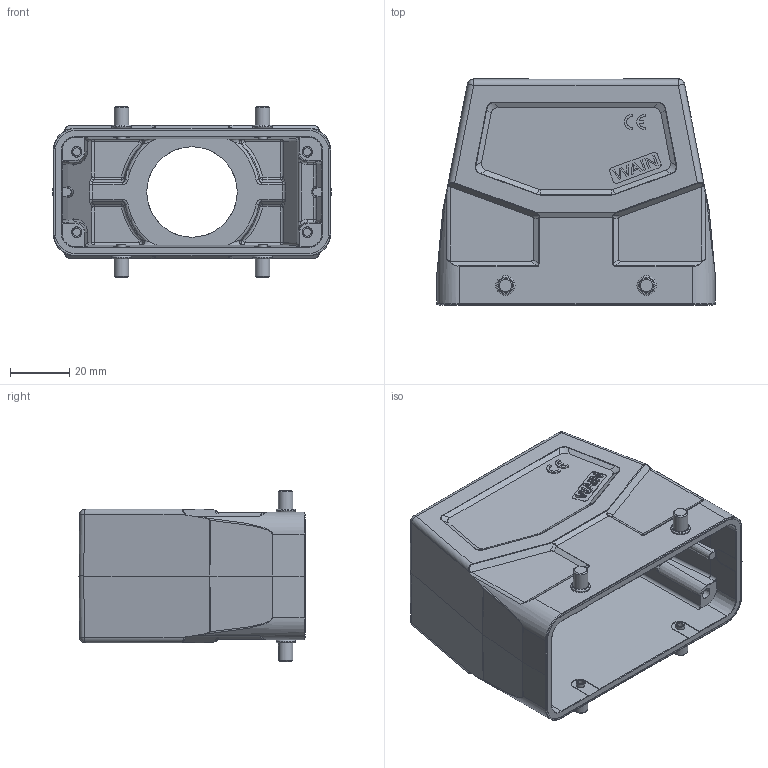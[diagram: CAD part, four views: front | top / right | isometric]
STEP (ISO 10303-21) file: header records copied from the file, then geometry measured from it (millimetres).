
FILE_DESCRIPTION(/* description */ (''),/* implementation_level */ '2;1');
FILE_NAME(/* name */ '_asm3_stp.stp',/* time_stamp */ '2023-11-16T14:49:02+08:00',/* author */ (''),/* organization */ (''),/* preprocessor_version */ 'ST-DEVELOPER v18.1',/* originating_system */ 'SIEMENS PLM Software NX 1980',/* authorisation */ '');
FILE_SCHEMA (('AP203_CONFIGURATION_CONTROLLED_3D_DESIGN_OF_MECHANICAL_PARTS_AND_ASSEMBLIES_MIM_LF { 1 0 10303 403 2 1 2}'));
Length unit declared in the file: millimetre
Products named in the file (1): ylga3678D9CE78ih
Bounding box: 93.5 x 76 x 57.6 mm (x, y, z)
Volume: 78959.5 mm3; surface area: 42426.1 mm2
Topology: 1 solids, 1 shells, 610 faces, 1596 edges, 999 vertices
Faces by surface type: plane 230, cylinder 220, torus 64, cone 42, sphere 28, bspline 24, extrusion 2
Full cylindrical faces by diameter (mm): 1.9 x4, 3 x4, 4.9 x4, 6.5 x4
Entity records: 20737 total; most frequent: CARTESIAN_POINT 6805, ORIENTED_EDGE 3040, DIRECTION 2563, EDGE_CURVE 1520, VERTEX_POINT 985, AXIS2_PLACEMENT_3D 925, VECTOR 713, LINE 711
